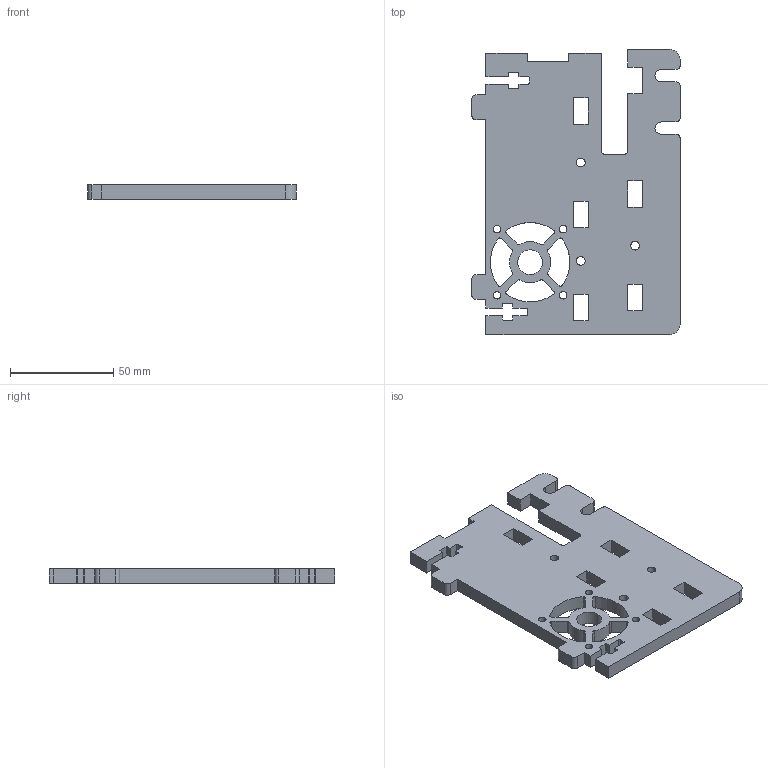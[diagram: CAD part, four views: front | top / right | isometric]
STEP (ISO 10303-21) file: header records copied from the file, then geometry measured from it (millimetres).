
FILE_DESCRIPTION (( 'STEP AP203' ), '1' );
FILE_NAME ('Duet Housing-Left Side Plate.STEP', '2016-03-16T16:54:36', ( '' ), ( '' ), 'SwSTEP 2.0', 'SolidWorks 2015', '' );
FILE_SCHEMA (( 'CONFIG_CONTROL_DESIGN' ));
Length unit declared in the file: millimetre
Products named in the file (1): Duet Housing-Left Side Plate
Bounding box: 100.8 x 138 x 6.8 mm (x, y, z)
Volume: 71450.7 mm3; surface area: 29748.3 mm2
Topology: 1 solids, 1 shells, 156 faces, 462 edges, 308 vertices
Faces by surface type: plane 84, cylinder 72
Entity records: 5395 total; most frequent: CARTESIAN_POINT 927, ORIENTED_EDGE 924, DIRECTION 920, EDGE_CURVE 462, VECTOR 318, LINE 318, VERTEX_POINT 308, AXIS2_PLACEMENT_3D 301
